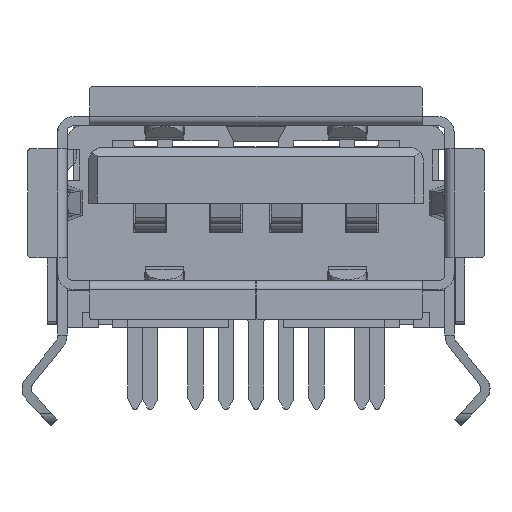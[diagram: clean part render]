
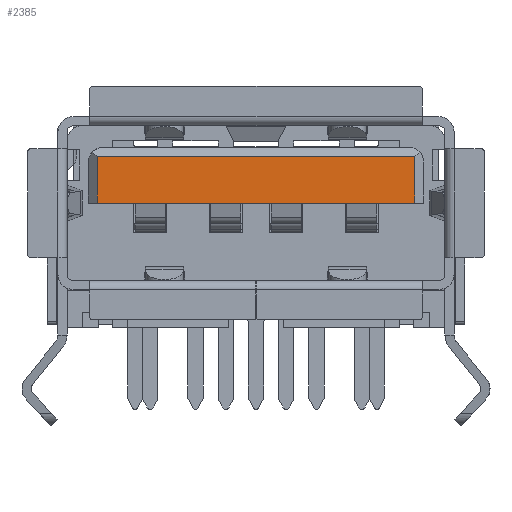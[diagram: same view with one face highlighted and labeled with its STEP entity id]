
A CAD part, left-side view. The second image highlights one B-rep face of the part: STEP entity #2385.
In plain terms, the highlighted planar face has unit normal (-1, 0, 0).
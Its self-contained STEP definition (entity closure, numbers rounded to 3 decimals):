
#2385=ADVANCED_FACE('',(#5363),#5364,.F.);
#5363=FACE_OUTER_BOUND('',#9034,.T.);
#5364=PLANE('',#9035);
#9034=EDGE_LOOP('',(#16197,#16198,#16199,#16200));
#9035=AXIS2_PLACEMENT_3D('',#16201,#16202,#16203);
#16197=ORIENTED_EDGE('',*,*,#25113,.F.);
#16198=ORIENTED_EDGE('',*,*,#24244,.T.);
#16199=ORIENTED_EDGE('',*,*,#23947,.T.);
#16200=ORIENTED_EDGE('',*,*,#25114,.T.);
#16201=CARTESIAN_POINT('',(-12.8,0.0,0.));
#16202=DIRECTION('',(1.0,0.,0.));
#16203=DIRECTION('',(0.,0.,1.0));
#23947=EDGE_CURVE('',#29673,#29679,#29681,.T.);
#24244=EDGE_CURVE('',#30145,#29673,#30146,.T.);
#25113=EDGE_CURVE('',#30145,#31407,#31408,.T.);
#25114=EDGE_CURVE('',#29679,#31407,#31409,.T.);
#29673=VERTEX_POINT('',#37465);
#29679=VERTEX_POINT('',#37473);
#29681=LINE('',#37476,#37477);
#30145=VERTEX_POINT('',#38152);
#30146=LINE('',#38153,#38154);
#31407=VERTEX_POINT('',#39962);
#31408=LINE('',#39963,#39964);
#31409=LINE('',#39965,#39966);
#37465=CARTESIAN_POINT('',(-12.8,-5.25,3.445));
#37473=CARTESIAN_POINT('',(-12.8,5.25,3.445));
#37476=CARTESIAN_POINT('',(-12.8,5.55,3.445));
#37477=VECTOR('',#44628,1000.0);
#38152=CARTESIAN_POINT('',(-12.8,-5.25,1.905));
#38153=CARTESIAN_POINT('',(-12.8,-5.25,3.745));
#38154=VECTOR('',#44930,1000.0);
#39962=CARTESIAN_POINT('',(-12.8,5.25,1.905));
#39963=CARTESIAN_POINT('',(-12.8,-5.55,1.905));
#39964=VECTOR('',#45861,1000.0);
#39965=CARTESIAN_POINT('',(-12.8,5.25,1.905));
#39966=VECTOR('',#45862,1000.0);
#44628=DIRECTION('',(0.0,1.0,0.0));
#44930=DIRECTION('',(0.,0.0,1.0));
#45861=DIRECTION('',(0.0,1.0,0.0));
#45862=DIRECTION('',(0.,0.0,-1.0));
